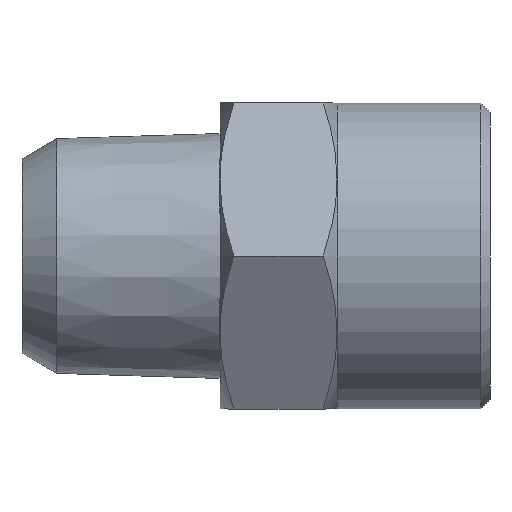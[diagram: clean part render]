
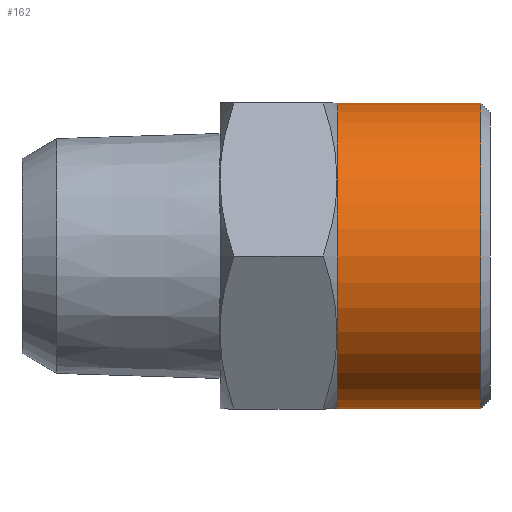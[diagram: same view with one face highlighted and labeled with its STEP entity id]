
A CAD part, left-side view. The second image highlights one B-rep face of the part: STEP entity #162.
In plain terms, the highlighted cylindrical face has radius 8.5 mm (diameter 17 mm), a partial arc.
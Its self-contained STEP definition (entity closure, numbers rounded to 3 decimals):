
#24 = CIRCLE ( 'NONE', #199, 8.5 ) ;
#28 = CIRCLE ( 'NONE', #203, 8.5 ) ;
#36 = CIRCLE ( 'NONE', #202, 8.5 ) ;
#64 = VECTOR ( 'NONE', #637, 1000. ) ;
#65 = LINE ( 'NONE', #630, #64 ) ;
#67 = VECTOR ( 'NONE', #645, 1000. ) ;
#71 = LINE ( 'NONE', #641, #67 ) ;
#96 = CYLINDRICAL_SURFACE ( 'NONE', #234, 8.5 ) ;
#108 = CIRCLE ( 'NONE', #236, 8.5 ) ;
#110 = FACE_OUTER_BOUND ( 'NONE', #1056, .T. ) ;
#162 = ADVANCED_FACE ( 'NONE', ( #110 ), #96, .T. ) ;
#173 = EDGE_CURVE ( 'NONE', #921, #926, #108, .T. ) ;
#199 = AXIS2_PLACEMENT_3D ( 'NONE', #486, #485, #484 ) ;
#202 = AXIS2_PLACEMENT_3D ( 'NONE', #512, #511, #510 ) ;
#203 = AXIS2_PLACEMENT_3D ( 'NONE', #550, #549, #548 ) ;
#234 = AXIS2_PLACEMENT_3D ( 'NONE', #715, #713, #716 ) ;
#236 = AXIS2_PLACEMENT_3D ( 'NONE', #692, #691, #690 ) ;
#261 = EDGE_CURVE ( 'NONE', #1089, #921, #71, .T. ) ;
#265 = EDGE_CURVE ( 'NONE', #866, #926, #65, .T. ) ;
#300 = EDGE_CURVE ( 'NONE', #890, #866, #28, .T. ) ;
#305 = EDGE_CURVE ( 'NONE', #1030, #890, #36, .T. ) ;
#310 = EDGE_CURVE ( 'NONE', #1089, #1030, #24, .T. ) ;
#369 = CARTESIAN_POINT ( 'NONE',  ( 0., 8.5, 8.5 ) ) ;
#382 = CARTESIAN_POINT ( 'NONE',  ( -7.361, 8.5, 4.25 ) ) ;
#388 = CARTESIAN_POINT ( 'NONE',  ( 0., 0.5, -8.5 ) ) ;
#392 = CARTESIAN_POINT ( 'NONE',  ( 0., 0.5, 8.5 ) ) ;
#401 = CARTESIAN_POINT ( 'NONE',  ( -7.361, 8.5, -4.25 ) ) ;
#416 = CARTESIAN_POINT ( 'NONE',  ( 0., 8.5, -8.5 ) ) ;
#484 = DIRECTION ( 'NONE',  ( 0., 0., 1. ) ) ;
#485 = DIRECTION ( 'NONE',  ( 0., -1., 0. ) ) ;
#486 = CARTESIAN_POINT ( 'NONE',  ( 0., 8.5, 0. ) ) ;
#510 = DIRECTION ( 'NONE',  ( 0., 0., 1. ) ) ;
#511 = DIRECTION ( 'NONE',  ( 0., -1., 0. ) ) ;
#512 = CARTESIAN_POINT ( 'NONE',  ( 0., 8.5, 0. ) ) ;
#548 = DIRECTION ( 'NONE',  ( 0., 0., 1. ) ) ;
#549 = DIRECTION ( 'NONE',  ( 0., -1., 0. ) ) ;
#550 = CARTESIAN_POINT ( 'NONE',  ( 0., 8.5, 0. ) ) ;
#630 = CARTESIAN_POINT ( 'NONE',  ( 0., 8.5, -8.5 ) ) ;
#637 = DIRECTION ( 'NONE',  ( 0., -1., 0. ) ) ;
#641 = CARTESIAN_POINT ( 'NONE',  ( 0., 8.5, 8.5 ) ) ;
#645 = DIRECTION ( 'NONE',  ( 0., -1., 0. ) ) ;
#690 = DIRECTION ( 'NONE',  ( 0., 0., -1. ) ) ;
#691 = DIRECTION ( 'NONE',  ( 0., -1., 0. ) ) ;
#692 = CARTESIAN_POINT ( 'NONE',  ( 0., 0.5, 0. ) ) ;
#713 = DIRECTION ( 'NONE',  ( 0., -1., 0. ) ) ;
#715 = CARTESIAN_POINT ( 'NONE',  ( 0., 8.5, 0. ) ) ;
#716 = DIRECTION ( 'NONE',  ( 0., 0., -1. ) ) ;
#866 = VERTEX_POINT ( 'NONE', #416 ) ;
#890 = VERTEX_POINT ( 'NONE', #401 ) ;
#915 = ORIENTED_EDGE ( 'NONE', *, *, #261, .F. ) ;
#921 = VERTEX_POINT ( 'NONE', #392 ) ;
#926 = VERTEX_POINT ( 'NONE', #388 ) ;
#1030 = VERTEX_POINT ( 'NONE', #382 ) ;
#1033 = ORIENTED_EDGE ( 'NONE', *, *, #300, .T. ) ;
#1034 = ORIENTED_EDGE ( 'NONE', *, *, #173, .F. ) ;
#1035 = ORIENTED_EDGE ( 'NONE', *, *, #310, .T. ) ;
#1038 = ORIENTED_EDGE ( 'NONE', *, *, #265, .T. ) ;
#1056 = EDGE_LOOP ( 'NONE', ( #915, #1035, #1070, #1033, #1038, #1034 ) ) ;
#1070 = ORIENTED_EDGE ( 'NONE', *, *, #305, .T. ) ;
#1089 = VERTEX_POINT ( 'NONE', #369 ) ;
